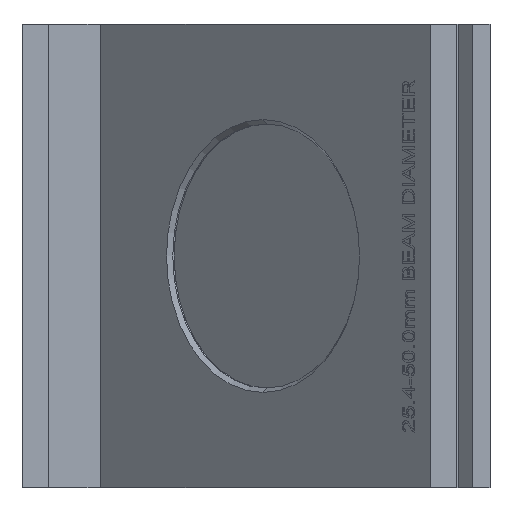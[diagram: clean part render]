
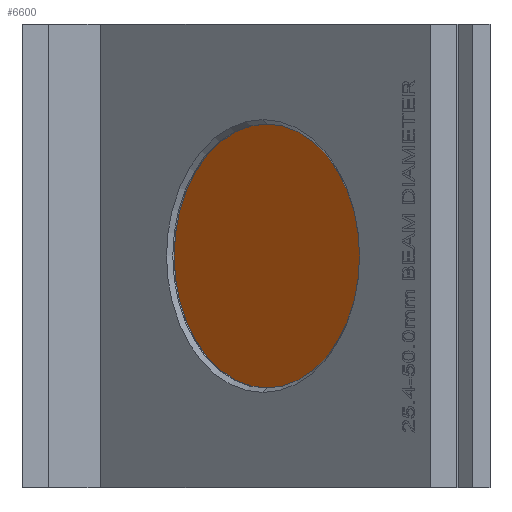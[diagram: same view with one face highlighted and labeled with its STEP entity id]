
A CAD part, left-side view. The second image highlights one B-rep face of the part: STEP entity #6600.
In plain terms, the highlighted planar face has unit normal (-0.707, 0.707, 0).
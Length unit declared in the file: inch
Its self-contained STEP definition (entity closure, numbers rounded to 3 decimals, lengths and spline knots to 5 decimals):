
#1419 = VERTEX_POINT ( 'NONE', #35635 ) ;
#2652 = CARTESIAN_POINT ( 'NONE',  ( 0.09282, 1.2959, 2.72812 ) ) ;
#6600 = ADVANCED_FACE ( 'NONE', ( #47323 ), #8566, .F. ) ;
#7949 = ORIENTED_EDGE ( 'NONE', *, *, #21131, .T. ) ;
#8187 = DIRECTION ( 'NONE',  ( -0.706, -0.706, 0.067 ) ) ;
#8566 = PLANE ( 'NONE',  #38890 ) ;
#14486 = DIRECTION ( 'NONE',  ( 0.706, 0.706, -0.067 ) ) ;
#21131 = EDGE_CURVE ( 'NONE', #1419, #30955, #29771, .T. ) ;
#22702 = AXIS2_PLACEMENT_3D ( 'NONE', #46732, #47672, #39015 ) ;
#27742 = DIRECTION ( 'NONE',  ( -0.707, 0.707, 0. ) ) ;
#27849 = EDGE_LOOP ( 'NONE', ( #7949, #55320 ) ) ;
#28847 = CIRCLE ( 'NONE', #22702, 1.53543 ) ;
#29771 = CIRCLE ( 'NONE', #35651, 1.53543 ) ;
#30955 = VERTEX_POINT ( 'NONE', #2652 ) ;
#33916 = CARTESIAN_POINT ( 'NONE',  ( 1.17609, 2.37916, 2.625 ) ) ;
#35635 = CARTESIAN_POINT ( 'NONE',  ( 2.25935, 3.46243, 2.52188 ) ) ;
#35651 = AXIS2_PLACEMENT_3D ( 'NONE', #40572, #27742, #14486 ) ;
#38890 = AXIS2_PLACEMENT_3D ( 'NONE', #33916, #47484, #8187 ) ;
#39015 = DIRECTION ( 'NONE',  ( 0.706, 0.706, -0.067 ) ) ;
#40572 = CARTESIAN_POINT ( 'NONE',  ( 1.17609, 2.37916, 2.625 ) ) ;
#46732 = CARTESIAN_POINT ( 'NONE',  ( 1.17609, 2.37916, 2.625 ) ) ;
#47323 = FACE_OUTER_BOUND ( 'NONE', #27849, .T. ) ;
#47484 = DIRECTION ( 'NONE',  ( 0.707, -0.707, 0. ) ) ;
#47672 = DIRECTION ( 'NONE',  ( -0.707, 0.707, 0. ) ) ;
#52488 = EDGE_CURVE ( 'NONE', #30955, #1419, #28847, .T. ) ;
#55320 = ORIENTED_EDGE ( 'NONE', *, *, #52488, .T. ) ;
